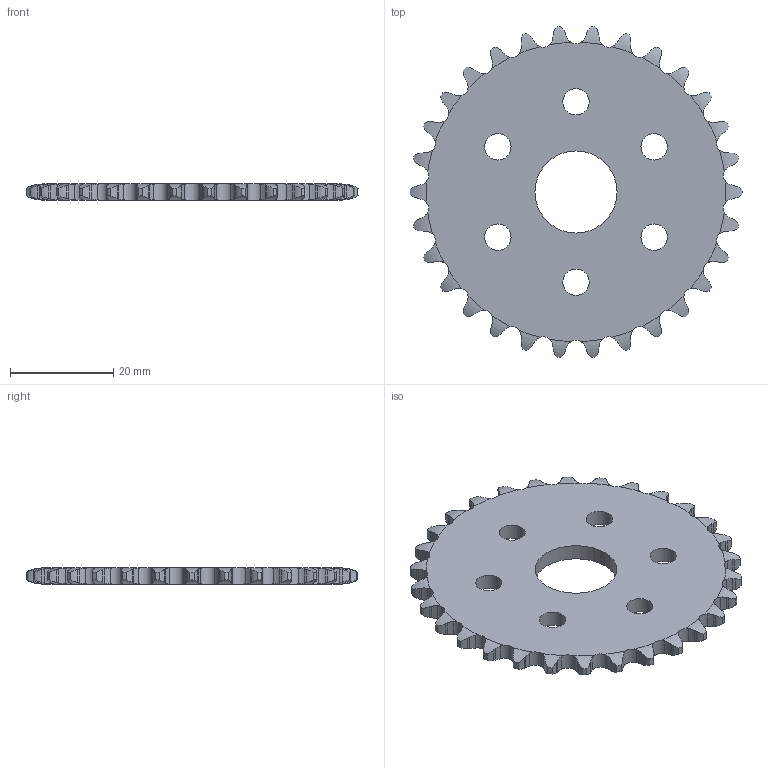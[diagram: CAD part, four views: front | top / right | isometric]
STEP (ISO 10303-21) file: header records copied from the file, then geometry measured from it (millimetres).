
FILE_DESCRIPTION((''),'2;1');
FILE_NAME('sprocket_rollerchain_30t x 25p.stp','2012-04-25T17:50:08',('Antonella'),(''),'Autodesk Inventor 2012','Autodesk Inventor 2012','');
FILE_SCHEMA(('AUTOMOTIVE_DESIGN { 1 0 10303 214 1 1 1 1 }'));
Length unit declared in the file: inch
Products named in the file (1): Roller Chain Sprocket2
Bounding box: 64.23 x 63.96 x 3.11 mm (x, y, z)
Volume: 7793.6 mm3; surface area: 6337.9 mm2
Topology: 1 solids, 1 shells, 309 faces, 927 edges, 620 vertices
Faces by surface type: cylinder 187, plane 62, torus 60
Full cylindrical faces by diameter (mm): 5.105 x6, 15.875 x1
Entity records: 11586 total; most frequent: CARTESIAN_POINT 4014, ORIENTED_EDGE 1828, DIRECTION 1248, EDGE_CURVE 914, VERTEX_POINT 614, AXIS2_PLACEMENT_3D 504, B_SPLINE_CURVE_WITH_KNOTS 480, EDGE_LOOP 330
